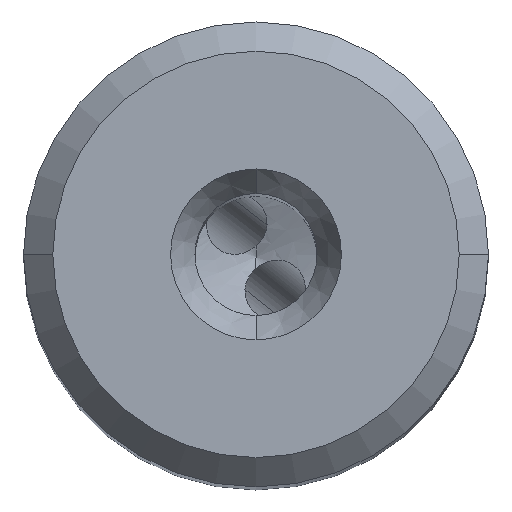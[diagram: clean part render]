
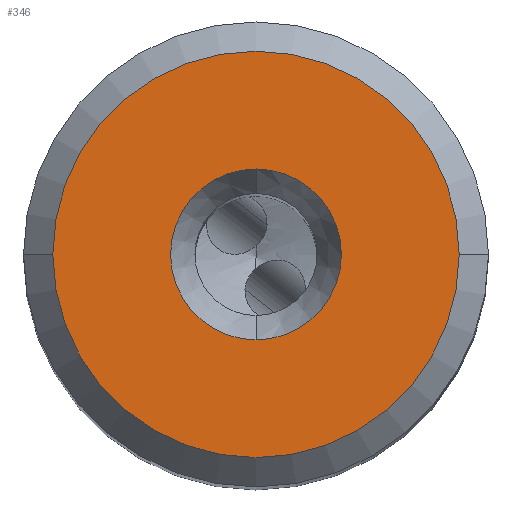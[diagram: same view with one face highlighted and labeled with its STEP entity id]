
A CAD part, top view. The second image highlights one B-rep face of the part: STEP entity #346.
In plain terms, the highlighted planar face has unit normal (0, 0, 1).
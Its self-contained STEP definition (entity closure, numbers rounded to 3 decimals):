
#113=FACE_BOUND('',#875,.T.);
#114=FACE_BOUND('',#876,.T.);
#199=PLANE('',#4281);
#346=ADVANCED_FACE('',(#113,#114),#199,.T.);
#875=EDGE_LOOP('',(#2390,#2391,#2392));
#876=EDGE_LOOP('',(#2393,#2394));
#1499=CIRCLE('',#4275,3.5);
#1500=CIRCLE('',#4277,8.325);
#1501=CIRCLE('',#4278,8.325);
#1502=CIRCLE('',#4279,8.325);
#1503=CIRCLE('',#4280,3.5);
#2390=ORIENTED_EDGE('',*,*,#3563,.F.);
#2391=ORIENTED_EDGE('',*,*,#3564,.F.);
#2392=ORIENTED_EDGE('',*,*,#3565,.F.);
#2393=ORIENTED_EDGE('',*,*,#3562,.F.);
#2394=ORIENTED_EDGE('',*,*,#3566,.F.);
#3039=VERTEX_POINT('',#9340);
#3040=VERTEX_POINT('',#9342);
#3041=VERTEX_POINT('',#9346);
#3042=VERTEX_POINT('',#9347);
#3043=VERTEX_POINT('',#9349);
#3562=EDGE_CURVE('',#3040,#3039,#1499,.T.);
#3563=EDGE_CURVE('',#3041,#3042,#1500,.T.);
#3564=EDGE_CURVE('',#3043,#3041,#1501,.T.);
#3565=EDGE_CURVE('',#3042,#3043,#1502,.T.);
#3566=EDGE_CURVE('',#3039,#3040,#1503,.T.);
#4275=AXIS2_PLACEMENT_3D('',#9343,#5125,#5126);
#4277=AXIS2_PLACEMENT_3D('',#9345,#5129,#5130);
#4278=AXIS2_PLACEMENT_3D('',#9348,#5131,#5132);
#4279=AXIS2_PLACEMENT_3D('',#9350,#5133,#5134);
#4280=AXIS2_PLACEMENT_3D('',#9351,#5135,#5136);
#4281=AXIS2_PLACEMENT_3D('',#9352,#5137,#5138);
#5125=DIRECTION('',(0.,0.,1.));
#5126=DIRECTION('',(0.,1.,0.));
#5129=DIRECTION('',(0.,0.,-1.));
#5130=DIRECTION('',(-1.,0.,0.));
#5131=DIRECTION('',(0.,0.,-1.));
#5132=DIRECTION('',(0.,-1.,0.));
#5133=DIRECTION('',(0.,0.,-1.));
#5134=DIRECTION('',(1.,0.,0.));
#5135=DIRECTION('',(0.,0.,1.));
#5136=DIRECTION('',(0.,-1.,0.));
#5137=DIRECTION('',(0.,0.,1.));
#5138=DIRECTION('',(-1.,0.,0.));
#9340=CARTESIAN_POINT('',(0.,-3.5,0.));
#9342=CARTESIAN_POINT('',(0.,3.5,0.));
#9343=CARTESIAN_POINT('',(0.,0.,0.));
#9345=CARTESIAN_POINT('',(0.,0.,0.));
#9346=CARTESIAN_POINT('',(-8.325,0.,0.));
#9347=CARTESIAN_POINT('',(8.325,0.,0.));
#9348=CARTESIAN_POINT('',(0.,0.,0.));
#9349=CARTESIAN_POINT('',(0.,-8.325,0.));
#9350=CARTESIAN_POINT('',(0.,0.,0.));
#9351=CARTESIAN_POINT('',(0.,0.,0.));
#9352=CARTESIAN_POINT('',(0.,0.,0.));
